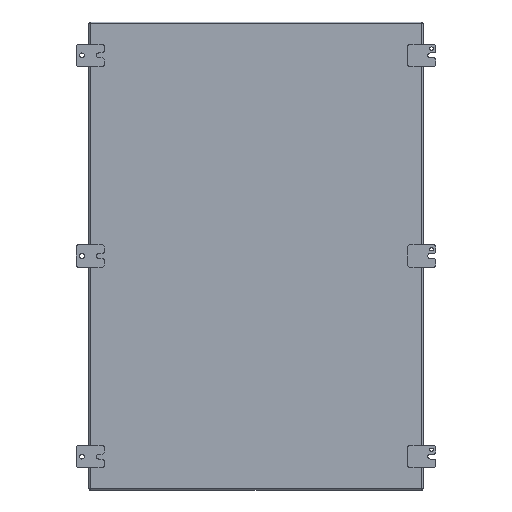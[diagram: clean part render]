
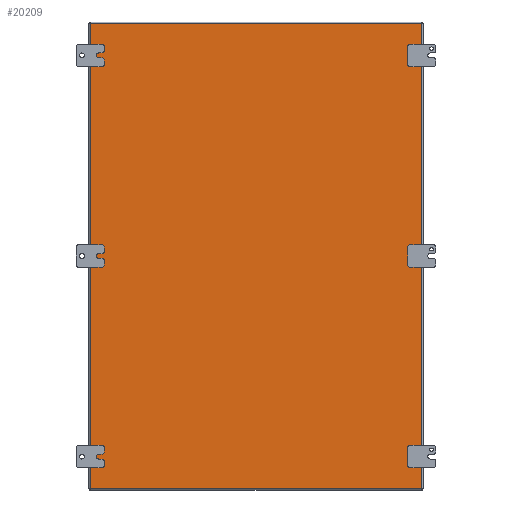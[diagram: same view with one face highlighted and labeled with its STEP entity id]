
A CAD part, left-side view. The second image highlights one B-rep face of the part: STEP entity #20209.
In plain terms, the highlighted face is planar.
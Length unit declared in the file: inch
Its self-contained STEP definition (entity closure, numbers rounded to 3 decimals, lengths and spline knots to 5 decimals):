
#3393 = VECTOR ( 'NONE', #111572, 39.37008 ) ;
#4081 = DIRECTION ( 'NONE',  ( 0., 0., -1. ) ) ;
#8745 = LINE ( 'NONE', #116531, #53683 ) ;
#12801 = VECTOR ( 'NONE', #124194, 39.37008 ) ;
#12841 = VECTOR ( 'NONE', #72199, 39.37008 ) ;
#15604 = PLANE ( 'NONE',  #52437 ) ;
#17161 = EDGE_CURVE ( 'NONE', #63208, #17240, #8745, .T. ) ;
#17240 = VERTEX_POINT ( 'NONE', #83374 ) ;
#20209 = ADVANCED_FACE ( 'NONE', ( #54058 ), #15604, .F. ) ;
#25714 = EDGE_CURVE ( 'NONE', #103961, #63208, #73971, .T. ) ;
#26299 = CARTESIAN_POINT ( 'NONE',  ( -20.857, 0.095, -14.857 ) ) ;
#28576 = ORIENTED_EDGE ( 'NONE', *, *, #69937, .F. ) ;
#29503 = ORIENTED_EDGE ( 'NONE', *, *, #131636, .F. ) ;
#32043 = LINE ( 'NONE', #53870, #3393 ) ;
#35252 = EDGE_LOOP ( 'NONE', ( #123356, #28576, #29503, #67639 ) ) ;
#47837 = DIRECTION ( 'NONE',  ( -1., 0., 0. ) ) ;
#52340 = LINE ( 'NONE', #89569, #12801 ) ;
#52437 = AXIS2_PLACEMENT_3D ( 'NONE', #96929, #60796, #4081 ) ;
#53683 = VECTOR ( 'NONE', #47837, 39.37008 ) ;
#53870 = CARTESIAN_POINT ( 'NONE',  ( -20.857, 0.095, -14.905 ) ) ;
#54058 = FACE_OUTER_BOUND ( 'NONE', #35252, .T. ) ;
#60796 = DIRECTION ( 'NONE',  ( 0., -1., 0. ) ) ;
#63208 = VERTEX_POINT ( 'NONE', #138123 ) ;
#67639 = ORIENTED_EDGE ( 'NONE', *, *, #17161, .F. ) ;
#69937 = EDGE_CURVE ( 'NONE', #129359, #103961, #52340, .T. ) ;
#72199 = DIRECTION ( 'NONE',  ( 0., 0., 1. ) ) ;
#73971 = LINE ( 'NONE', #141884, #12841 ) ;
#83374 = CARTESIAN_POINT ( 'NONE',  ( -20.857, 0.095, 14.857 ) ) ;
#89569 = CARTESIAN_POINT ( 'NONE',  ( -20.905, 0.095, -14.857 ) ) ;
#96929 = CARTESIAN_POINT ( 'NONE',  ( -20.905, 0.095, -14.905 ) ) ;
#103961 = VERTEX_POINT ( 'NONE', #108891 ) ;
#108891 = CARTESIAN_POINT ( 'NONE',  ( 20.857, 0.095, -14.857 ) ) ;
#111572 = DIRECTION ( 'NONE',  ( 0., 0., -1. ) ) ;
#116531 = CARTESIAN_POINT ( 'NONE',  ( -20.905, 0.095, 14.857 ) ) ;
#123356 = ORIENTED_EDGE ( 'NONE', *, *, #25714, .F. ) ;
#124194 = DIRECTION ( 'NONE',  ( 1., 0., 0. ) ) ;
#129359 = VERTEX_POINT ( 'NONE', #26299 ) ;
#131636 = EDGE_CURVE ( 'NONE', #17240, #129359, #32043, .T. ) ;
#138123 = CARTESIAN_POINT ( 'NONE',  ( 20.857, 0.095, 14.857 ) ) ;
#141884 = CARTESIAN_POINT ( 'NONE',  ( 20.857, 0.095, -14.905 ) ) ;
